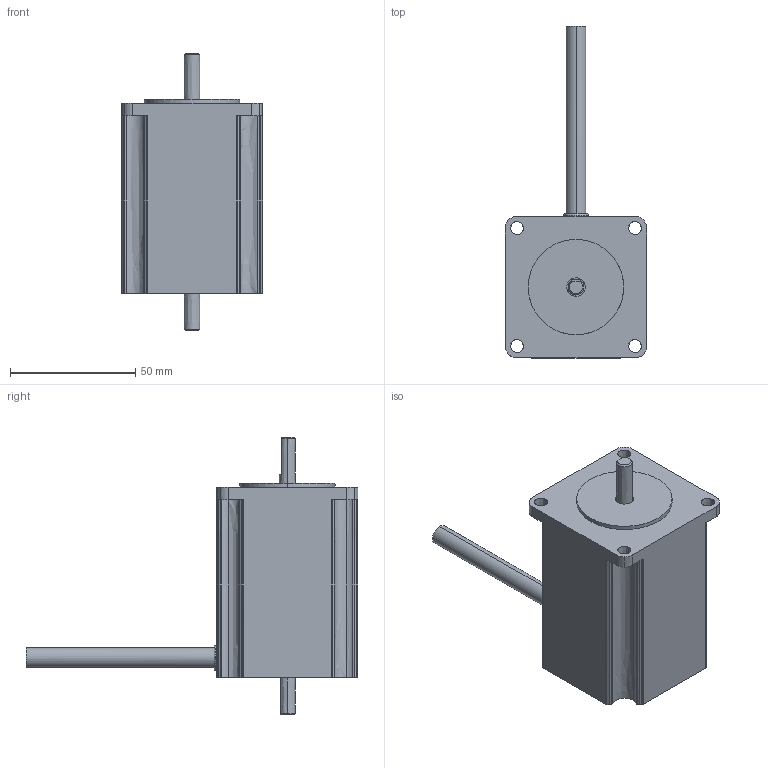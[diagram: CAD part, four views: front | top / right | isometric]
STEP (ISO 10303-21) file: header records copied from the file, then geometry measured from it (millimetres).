
FILE_DESCRIPTION (( 'STEP AP214' ), '1' );
FILE_NAME ('STP-MTRAC-23078D from HT23-554-CAA New r1b.STEP', '2019-08-20T16:49:22', ( '' ), ( '' ), 'SwSTEP 2.0', 'SolidWorks 2017', '' );
FILE_SCHEMA (( 'AUTOMOTIVE_DESIGN' ));
Length unit declared in the file: inch
Products named in the file (1): STP-MTRAC-23078D from HT23-554-CAA New r1b
Bounding box: 56.4 x 132.6 x 111 mm (x, y, z)
Volume: 223656.5 mm3; surface area: 26201.4 mm2
Topology: 1 solids, 1 shells, 139 faces, 354 edges, 230 vertices
Faces by surface type: bspline 86, plane 27, cylinder 14, torus 12
Entity records: 9638 total; most frequent: CARTESIAN_POINT 6828, ORIENTED_EDGE 708, EDGE_CURVE 354, DIRECTION 313, VERTEX_POINT 230, B_SPLINE_CURVE_WITH_KNOTS 199, EDGE_LOOP 160, ADVANCED_FACE 139
